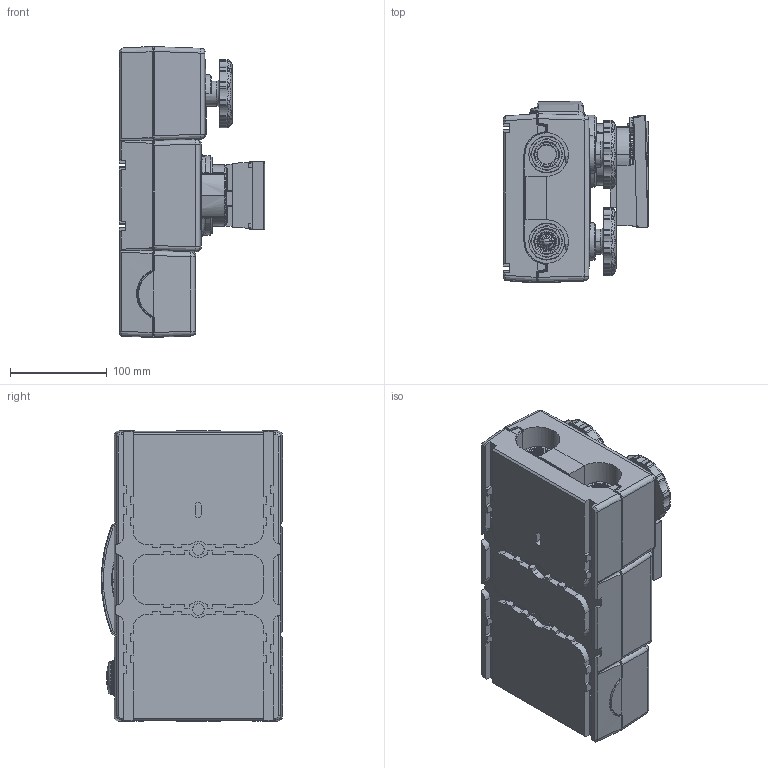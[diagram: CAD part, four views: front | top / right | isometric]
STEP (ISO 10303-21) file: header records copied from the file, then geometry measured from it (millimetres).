
FILE_DESCRIPTION(('CATIA V5 STEP Exchange','CAx-IF Rec.Pracs.--- Model Styling and Organization---1.2---2011-12-15'),'2;1');
FILE_NAME('61023100 GFA311 DN20.stp','2017-05-17T08:43:17+00:00',('none'),('none'),'CATIA Version 5-6 Release 2014 SP4 HF22','CATIA V5 STEP AP214','none');
FILE_SCHEMA(('AUTOMOTIVE_DESIGN { 1 0 10303 214 1 1 1 1 }'));
Products named in the file (1): 7636_AllCATPart
Bounding box: 150.5 x 187.45 x 300.51 mm (x, y, z)
Volume: 4422968.1 mm3; surface area: 420511.4 mm2
Topology: 5 solids, 39 shells, 7534 faces, 20702 edges, 13412 vertices
Faces by surface type: plane 3179, cylinder 1569, bspline 1276, cone 836, torus 398, sphere 163, revolution 111, extrusion 2
Entity records: 289389 total; most frequent: CARTESIAN_POINT 122836, ORIENTED_EDGE 41198, DIRECTION 22240, EDGE_CURVE 20599, VERTEX_POINT 13410, AXIS2_PLACEMENT_3D 9396, EDGE_LOOP 8059, VECTOR 7707
